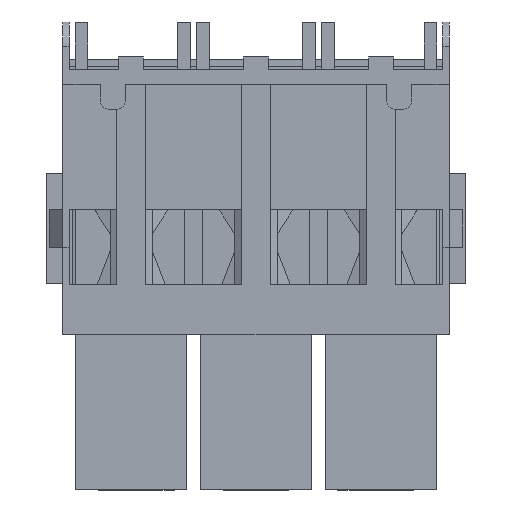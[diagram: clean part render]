
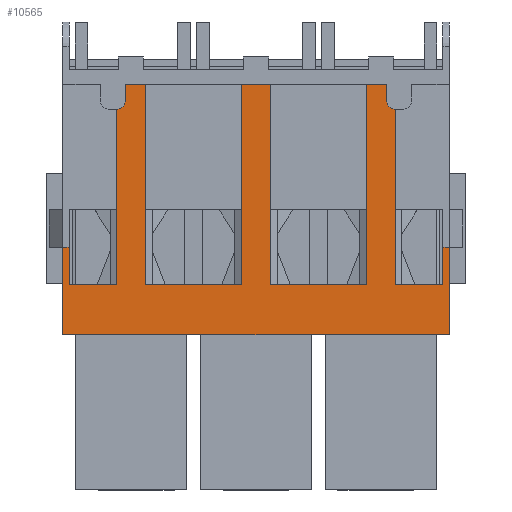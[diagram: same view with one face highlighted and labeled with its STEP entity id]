
A CAD part, top view. The second image highlights one B-rep face of the part: STEP entity #10565.
In plain terms, the highlighted planar face has unit normal (0, 0, 1).
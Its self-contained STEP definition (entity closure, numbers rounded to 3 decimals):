
#663=DIRECTION('',(1.,0.,0.));
#664=VECTOR('',#663,30.9);
#665=CARTESIAN_POINT('',(-15.45,-11.,4.3));
#666=LINE('',#665,#664);
#1265=DIRECTION('',(0.,-1.,0.));
#1266=VECTOR('',#1265,7.);
#1267=CARTESIAN_POINT('',(-15.45,-4.,4.3));
#1268=LINE('',#1267,#1266);
#1301=DIRECTION('',(-1.,0.,0.));
#1302=VECTOR('',#1301,0.65);
#1303=CARTESIAN_POINT('',(9.5,11.,4.3));
#1304=LINE('',#1303,#1302);
#1309=DIRECTION('',(-1.,0.,0.));
#1310=VECTOR('',#1309,2.3);
#1311=CARTESIAN_POINT('',(1.15,11.,4.3));
#1312=LINE('',#1311,#1310);
#1317=DIRECTION('',(-1.,0.,0.));
#1318=VECTOR('',#1317,0.65);
#1319=CARTESIAN_POINT('',(-8.85,11.,4.3));
#1320=LINE('',#1319,#1318);
#1509=DIRECTION('',(-1.,0.,0.));
#1510=VECTOR('',#1509,0.65);
#1511=CARTESIAN_POINT('',(-10.5,11.,4.3));
#1512=LINE('',#1511,#1510);
#1561=DIRECTION('',(-1.,0.,0.));
#1562=VECTOR('',#1561,0.65);
#1563=CARTESIAN_POINT('',(11.15,11.,4.3));
#1564=LINE('',#1563,#1562);
#3153=DIRECTION('',(1.,0.,0.));
#3154=VECTOR('',#3153,3.8);
#3155=CARTESIAN_POINT('',(-14.95,-7.,4.3));
#3156=LINE('',#3155,#3154);
#3157=DIRECTION('',(0.,-1.,0.));
#3158=VECTOR('',#3157,6.);
#3159=CARTESIAN_POINT('',(-11.15,-1.,4.3));
#3160=LINE('',#3159,#3158);
#3161=DIRECTION('',(0.,-1.,0.));
#3162=VECTOR('',#3161,12.);
#3163=CARTESIAN_POINT('',(-11.15,11.,4.3));
#3164=LINE('',#3163,#3162);
#3165=DIRECTION('',(0.,-1.,0.));
#3166=VECTOR('',#3165,1.);
#3167=CARTESIAN_POINT('',(-10.5,11.,4.3));
#3168=LINE('',#3167,#3166);
#3169=DIRECTION('',(1.,0.,0.));
#3170=VECTOR('',#3169,1.);
#3171=CARTESIAN_POINT('',(-10.5,10.,4.3));
#3172=LINE('',#3171,#3170);
#3173=DIRECTION('',(0.,-1.,0.));
#3174=VECTOR('',#3173,1.);
#3175=CARTESIAN_POINT('',(-9.5,11.,4.3));
#3176=LINE('',#3175,#3174);
#3177=DIRECTION('',(0.,-1.,0.));
#3178=VECTOR('',#3177,12.);
#3179=CARTESIAN_POINT('',(-8.85,11.,4.3));
#3180=LINE('',#3179,#3178);
#3181=DIRECTION('',(0.,1.,0.));
#3182=VECTOR('',#3181,6.);
#3183=CARTESIAN_POINT('',(-8.85,-7.,4.3));
#3184=LINE('',#3183,#3182);
#3185=DIRECTION('',(-1.,0.,0.));
#3186=VECTOR('',#3185,7.7);
#3187=CARTESIAN_POINT('',(-1.15,-7.,4.3));
#3188=LINE('',#3187,#3186);
#3189=DIRECTION('',(0.,1.,0.));
#3190=VECTOR('',#3189,6.);
#3191=CARTESIAN_POINT('',(-1.15,-7.,4.3));
#3192=LINE('',#3191,#3190);
#3193=DIRECTION('',(0.,-1.,0.));
#3194=VECTOR('',#3193,12.);
#3195=CARTESIAN_POINT('',(-1.15,11.,4.3));
#3196=LINE('',#3195,#3194);
#3197=DIRECTION('',(0.,-1.,0.));
#3198=VECTOR('',#3197,12.);
#3199=CARTESIAN_POINT('',(1.15,11.,4.3));
#3200=LINE('',#3199,#3198);
#3201=DIRECTION('',(0.,1.,0.));
#3202=VECTOR('',#3201,6.);
#3203=CARTESIAN_POINT('',(1.15,-7.,4.3));
#3204=LINE('',#3203,#3202);
#3205=DIRECTION('',(-1.,0.,0.));
#3206=VECTOR('',#3205,7.7);
#3207=CARTESIAN_POINT('',(8.85,-7.,4.3));
#3208=LINE('',#3207,#3206);
#3209=DIRECTION('',(0.,1.,0.));
#3210=VECTOR('',#3209,6.);
#3211=CARTESIAN_POINT('',(8.85,-7.,4.3));
#3212=LINE('',#3211,#3210);
#3213=DIRECTION('',(0.,-1.,0.));
#3214=VECTOR('',#3213,12.);
#3215=CARTESIAN_POINT('',(8.85,11.,4.3));
#3216=LINE('',#3215,#3214);
#3217=DIRECTION('',(0.,-1.,0.));
#3218=VECTOR('',#3217,1.);
#3219=CARTESIAN_POINT('',(9.5,11.,4.3));
#3220=LINE('',#3219,#3218);
#3221=DIRECTION('',(1.,0.,0.));
#3222=VECTOR('',#3221,1.);
#3223=CARTESIAN_POINT('',(9.5,10.,4.3));
#3224=LINE('',#3223,#3222);
#3225=DIRECTION('',(0.,-1.,0.));
#3226=VECTOR('',#3225,1.);
#3227=CARTESIAN_POINT('',(10.5,11.,4.3));
#3228=LINE('',#3227,#3226);
#3229=DIRECTION('',(0.,-1.,0.));
#3230=VECTOR('',#3229,12.);
#3231=CARTESIAN_POINT('',(11.15,11.,4.3));
#3232=LINE('',#3231,#3230);
#3233=DIRECTION('',(0.,-1.,0.));
#3234=VECTOR('',#3233,6.);
#3235=CARTESIAN_POINT('',(11.15,-1.,4.3));
#3236=LINE('',#3235,#3234);
#3237=DIRECTION('',(1.,0.,0.));
#3238=VECTOR('',#3237,3.8);
#3239=CARTESIAN_POINT('',(11.15,-7.,4.3));
#3240=LINE('',#3239,#3238);
#3241=DIRECTION('',(0.,-1.,0.));
#3242=VECTOR('',#3241,3.);
#3243=CARTESIAN_POINT('',(14.95,-4.,4.3));
#3244=LINE('',#3243,#3242);
#3245=DIRECTION('',(-1.,0.,0.));
#3246=VECTOR('',#3245,0.5);
#3247=CARTESIAN_POINT('',(15.45,-4.,4.3));
#3248=LINE('',#3247,#3246);
#3249=DIRECTION('',(1.,0.,0.));
#3250=VECTOR('',#3249,0.5);
#3251=CARTESIAN_POINT('',(-15.45,-4.,4.3));
#3252=LINE('',#3251,#3250);
#3253=DIRECTION('',(0.,-1.,0.));
#3254=VECTOR('',#3253,3.);
#3255=CARTESIAN_POINT('',(-14.95,-4.,4.3));
#3256=LINE('',#3255,#3254);
#3557=DIRECTION('',(0.,1.,0.));
#3558=VECTOR('',#3557,7.);
#3559=CARTESIAN_POINT('',(15.45,-11.,4.3));
#3560=LINE('',#3559,#3558);
#4869=CARTESIAN_POINT('',(-15.45,-11.,4.3));
#4870=CARTESIAN_POINT('',(15.45,-11.,4.3));
#4871=VERTEX_POINT('',#4869);
#4872=VERTEX_POINT('',#4870);
#4893=CARTESIAN_POINT('',(11.15,11.,4.3));
#4894=VERTEX_POINT('',#4893);
#4895=CARTESIAN_POINT('',(-11.15,11.,4.3));
#4896=VERTEX_POINT('',#4895);
#4909=CARTESIAN_POINT('',(1.15,11.,4.3));
#4910=VERTEX_POINT('',#4909);
#4911=CARTESIAN_POINT('',(8.85,11.,4.3));
#4912=VERTEX_POINT('',#4911);
#4921=CARTESIAN_POINT('',(-1.15,11.,4.3));
#4922=VERTEX_POINT('',#4921);
#4923=CARTESIAN_POINT('',(-8.85,11.,4.3));
#4924=VERTEX_POINT('',#4923);
#4942=CARTESIAN_POINT('',(-15.45,-4.,4.3));
#4944=VERTEX_POINT('',#4942);
#4950=CARTESIAN_POINT('',(15.45,-4.,4.3));
#4952=VERTEX_POINT('',#4950);
#5221=CARTESIAN_POINT('',(-10.5,10.,4.3));
#5222=CARTESIAN_POINT('',(-9.5,10.,4.3));
#5223=VERTEX_POINT('',#5221);
#5224=VERTEX_POINT('',#5222);
#5225=CARTESIAN_POINT('',(9.5,10.,4.3));
#5226=CARTESIAN_POINT('',(10.5,10.,4.3));
#5227=VERTEX_POINT('',#5225);
#5228=VERTEX_POINT('',#5226);
#5229=CARTESIAN_POINT('',(10.5,11.,4.3));
#5230=VERTEX_POINT('',#5229);
#5231=CARTESIAN_POINT('',(9.5,11.,4.3));
#5232=VERTEX_POINT('',#5231);
#5233=CARTESIAN_POINT('',(-9.5,11.,4.3));
#5234=VERTEX_POINT('',#5233);
#5235=CARTESIAN_POINT('',(-10.5,11.,4.3));
#5236=VERTEX_POINT('',#5235);
#5749=CARTESIAN_POINT('',(8.85,-7.,4.3));
#5750=CARTESIAN_POINT('',(1.15,-7.,4.3));
#5751=VERTEX_POINT('',#5749);
#5752=VERTEX_POINT('',#5750);
#5753=CARTESIAN_POINT('',(1.15,-1.,4.3));
#5754=VERTEX_POINT('',#5753);
#5755=CARTESIAN_POINT('',(8.85,-1.,4.3));
#5756=VERTEX_POINT('',#5755);
#5765=CARTESIAN_POINT('',(-1.15,-7.,4.3));
#5766=CARTESIAN_POINT('',(-8.85,-7.,4.3));
#5767=VERTEX_POINT('',#5765);
#5768=VERTEX_POINT('',#5766);
#5769=CARTESIAN_POINT('',(-8.85,-1.,4.3));
#5770=VERTEX_POINT('',#5769);
#5771=CARTESIAN_POINT('',(-1.15,-1.,4.3));
#5772=VERTEX_POINT('',#5771);
#5889=CARTESIAN_POINT('',(-14.95,-7.,4.3));
#5890=CARTESIAN_POINT('',(-11.15,-7.,4.3));
#5891=VERTEX_POINT('',#5889);
#5892=VERTEX_POINT('',#5890);
#5893=CARTESIAN_POINT('',(14.95,-4.,4.3));
#5894=CARTESIAN_POINT('',(14.95,-7.,4.3));
#5895=VERTEX_POINT('',#5893);
#5896=VERTEX_POINT('',#5894);
#5897=CARTESIAN_POINT('',(11.15,-1.,4.3));
#5898=CARTESIAN_POINT('',(11.15,-7.,4.3));
#5899=VERTEX_POINT('',#5897);
#5900=VERTEX_POINT('',#5898);
#5913=CARTESIAN_POINT('',(-11.15,-1.,4.3));
#5914=VERTEX_POINT('',#5913);
#5915=CARTESIAN_POINT('',(-14.95,-4.,4.3));
#5916=VERTEX_POINT('',#5915);
#10502=CARTESIAN_POINT('',(15.45,-11.,4.3));
#10503=DIRECTION('',(0.,0.,-1.));
#10504=DIRECTION('',(0.,1.,0.));
#10505=AXIS2_PLACEMENT_3D('',#10502,#10503,#10504);
#10506=PLANE('',#10505);
#10508=ORIENTED_EDGE('',*,*,#10507,.T.);
#10510=ORIENTED_EDGE('',*,*,#10509,.F.);
#10512=ORIENTED_EDGE('',*,*,#10511,.F.);
#10513=ORIENTED_EDGE('',*,*,#8004,.F.);
#10515=ORIENTED_EDGE('',*,*,#10514,.T.);
#10516=ORIENTED_EDGE('',*,*,#8217,.T.);
#10517=ORIENTED_EDGE('',*,*,#8137,.F.);
#10518=ORIENTED_EDGE('',*,*,#8124,.F.);
#10520=ORIENTED_EDGE('',*,*,#10519,.T.);
#10522=ORIENTED_EDGE('',*,*,#10521,.F.);
#10524=ORIENTED_EDGE('',*,*,#10523,.F.);
#10526=ORIENTED_EDGE('',*,*,#10525,.T.);
#10528=ORIENTED_EDGE('',*,*,#10527,.F.);
#10529=ORIENTED_EDGE('',*,*,#8116,.F.);
#10531=ORIENTED_EDGE('',*,*,#10530,.T.);
#10533=ORIENTED_EDGE('',*,*,#10532,.F.);
#10535=ORIENTED_EDGE('',*,*,#10534,.F.);
#10537=ORIENTED_EDGE('',*,*,#10536,.T.);
#10539=ORIENTED_EDGE('',*,*,#10538,.F.);
#10540=ORIENTED_EDGE('',*,*,#8108,.F.);
#10541=ORIENTED_EDGE('',*,*,#8196,.T.);
#10542=ORIENTED_EDGE('',*,*,#8212,.T.);
#10543=ORIENTED_EDGE('',*,*,#10496,.F.);
#10544=ORIENTED_EDGE('',*,*,#8040,.F.);
#10546=ORIENTED_EDGE('',*,*,#10545,.T.);
#10548=ORIENTED_EDGE('',*,*,#10547,.T.);
#10550=ORIENTED_EDGE('',*,*,#10549,.T.);
#10552=ORIENTED_EDGE('',*,*,#10551,.F.);
#10554=ORIENTED_EDGE('',*,*,#10553,.F.);
#10556=ORIENTED_EDGE('',*,*,#10555,.F.);
#10557=ORIENTED_EDGE('',*,*,#6840,.F.);
#10558=ORIENTED_EDGE('',*,*,#7936,.F.);
#10560=ORIENTED_EDGE('',*,*,#10559,.T.);
#10562=ORIENTED_EDGE('',*,*,#10561,.T.);
#10563=EDGE_LOOP('',(#10508,#10510,#10512,#10513,#10515,#10516,#10517,#10518,
#10520,#10522,#10524,#10526,#10528,#10529,#10531,#10533,#10535,#10537,#10539,
#10540,#10541,#10542,#10543,#10544,#10546,#10548,#10550,#10552,#10554,#10556,
#10557,#10558,#10560,#10562));
#10564=FACE_OUTER_BOUND('',#10563,.F.);
#10565=ADVANCED_FACE('',(#10564),#10506,.F.);
#6840=EDGE_CURVE('',#4871,#4872,#666,.T.);
#7936=EDGE_CURVE('',#4944,#4871,#1268,.T.);
#8004=EDGE_CURVE('',#5236,#4896,#1512,.T.);
#8040=EDGE_CURVE('',#4894,#5230,#1564,.T.);
#8108=EDGE_CURVE('',#5232,#4912,#1304,.T.);
#8116=EDGE_CURVE('',#4910,#4922,#1312,.T.);
#8124=EDGE_CURVE('',#4924,#5234,#1320,.T.);
#8137=EDGE_CURVE('',#5234,#5224,#3176,.T.);
#8196=EDGE_CURVE('',#5232,#5227,#3220,.T.);
#8212=EDGE_CURVE('',#5227,#5228,#3224,.T.);
#8217=EDGE_CURVE('',#5223,#5224,#3172,.T.);
#10496=EDGE_CURVE('',#5230,#5228,#3228,.T.);
#10507=EDGE_CURVE('',#5891,#5892,#3156,.T.);
#10509=EDGE_CURVE('',#5914,#5892,#3160,.T.);
#10511=EDGE_CURVE('',#4896,#5914,#3164,.T.);
#10514=EDGE_CURVE('',#5236,#5223,#3168,.T.);
#10519=EDGE_CURVE('',#4924,#5770,#3180,.T.);
#10521=EDGE_CURVE('',#5768,#5770,#3184,.T.);
#10523=EDGE_CURVE('',#5767,#5768,#3188,.T.);
#10525=EDGE_CURVE('',#5767,#5772,#3192,.T.);
#10527=EDGE_CURVE('',#4922,#5772,#3196,.T.);
#10530=EDGE_CURVE('',#4910,#5754,#3200,.T.);
#10532=EDGE_CURVE('',#5752,#5754,#3204,.T.);
#10534=EDGE_CURVE('',#5751,#5752,#3208,.T.);
#10536=EDGE_CURVE('',#5751,#5756,#3212,.T.);
#10538=EDGE_CURVE('',#4912,#5756,#3216,.T.);
#10545=EDGE_CURVE('',#4894,#5899,#3232,.T.);
#10547=EDGE_CURVE('',#5899,#5900,#3236,.T.);
#10549=EDGE_CURVE('',#5900,#5896,#3240,.T.);
#10551=EDGE_CURVE('',#5895,#5896,#3244,.T.);
#10553=EDGE_CURVE('',#4952,#5895,#3248,.T.);
#10555=EDGE_CURVE('',#4872,#4952,#3560,.T.);
#10559=EDGE_CURVE('',#4944,#5916,#3252,.T.);
#10561=EDGE_CURVE('',#5916,#5891,#3256,.T.);
